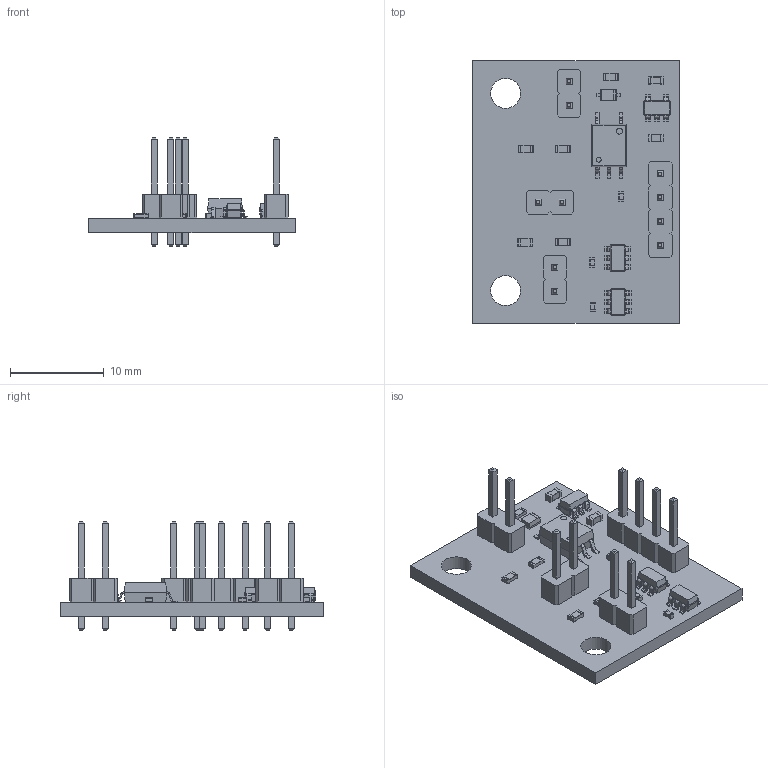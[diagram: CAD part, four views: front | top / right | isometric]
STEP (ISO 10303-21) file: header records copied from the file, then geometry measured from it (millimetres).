
FILE_DESCRIPTION(('KiCad electronic assembly'),'2;1');
FILE_NAME('midi_to_uart.step','2025-04-07T04:50:06',('Pcbnew'),('Kicad') ,'Open CASCADE STEP processor 7.8','KiCad to STEP converter','Unknown' );
FILE_SCHEMA(('AUTOMOTIVE_DESIGN { 1 0 10303 214 1 1 1 1 }'));
Length unit declared in the file: millimetre
Products named in the file (11): midi_to_uart 1; R_0603_1608Metric; SOT-23-6; C_0603_1608Metric; D_SOD-323F; C_0402_1005Metric; PinHeader_1x04_P2.54mm_Vertical; PinHeader_1x02_P2.54mm_Vertical; TLP2361_V4,E; SOT-23-5; midibox_PCB
Assembly tree (20 placements, depth 2):
  midi_to_uart 1
    R_0603_1608Metric  x5
    SOT-23-6  x2
    C_0603_1608Metric  x2
    D_SOD-323F
    C_0402_1005Metric  x3
    PinHeader_1x04_P2.54mm_Vertical
    PinHeader_1x02_P2.54mm_Vertical  x3
    TLP2361_V4,E
    SOT-23-5
    midibox_PCB
Bounding box: 22 x 28 x 11.54 mm (x, y, z)
Volume: 1151.1 mm3; surface area: 2162.5 mm2
Topology: 27 solids, 27 shells, 1027 faces, 2564 edges, 1624 vertices
Faces by surface type: plane 720, cylinder 208, bspline 99
Full cylindrical faces by diameter (mm): 1 x10, 3.2 x2
Entity records: 22207 total; most frequent: CARTESIAN_POINT 3405, ORIENTED_EDGE 3028, DIRECTION 2796, EDGE_CURVE 1514, LINE 1206, VECTOR 1206, VERTEX_POINT 956, AXIS2_PLACEMENT_3D 795
